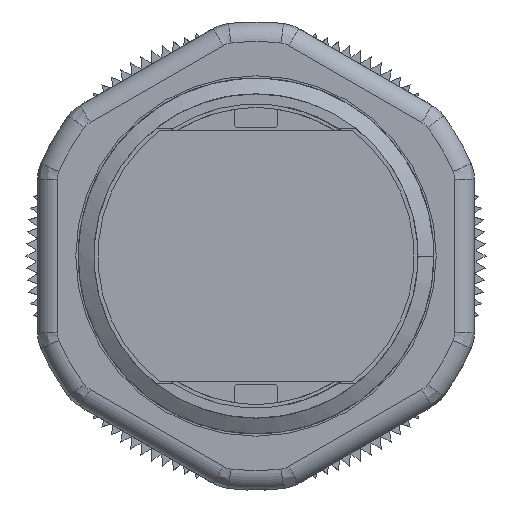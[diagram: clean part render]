
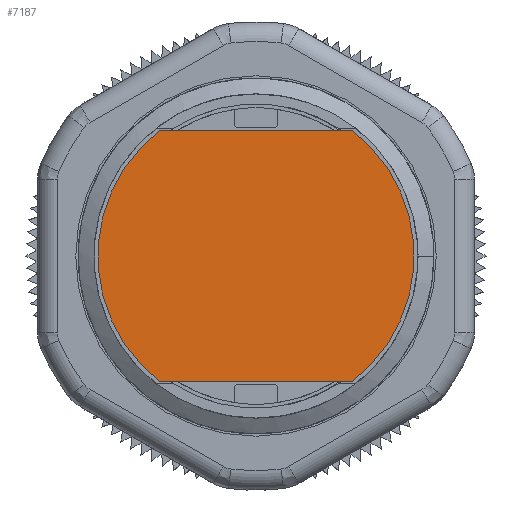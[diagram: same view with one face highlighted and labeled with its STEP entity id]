
A CAD part, front view. The second image highlights one B-rep face of the part: STEP entity #7187.
In plain terms, the highlighted face is planar.
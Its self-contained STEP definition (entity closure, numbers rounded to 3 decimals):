
#6099=DIRECTION('',(0.,0.,1.));
#6100=VECTOR('',#6099,9.732);
#6101=CARTESIAN_POINT('',(6.35,8.45,-4.866));
#6102=LINE('',#6101,#6100);
#6103=DIRECTION('',(0.,0.,-1.));
#6104=VECTOR('',#6103,9.732);
#6105=CARTESIAN_POINT('',(-6.35,8.45,4.866));
#6106=LINE('',#6105,#6104);
#6120=CARTESIAN_POINT('',(0.,8.45,0.));
#6121=DIRECTION('',(0.,1.,0.));
#6122=DIRECTION('',(-0.794,0.,0.608));
#6123=AXIS2_PLACEMENT_3D('',#6120,#6121,#6122);
#6125=CARTESIAN_POINT('',(0.,8.45,0.));
#6126=DIRECTION('',(0.,1.,0.));
#6127=DIRECTION('',(0.794,0.,-0.608));
#6128=AXIS2_PLACEMENT_3D('',#6125,#6126,#6127);
#7016=CARTESIAN_POINT('',(6.35,8.45,-4.866));
#7017=CARTESIAN_POINT('',(6.35,8.45,4.866));
#7018=VERTEX_POINT('',#7016);
#7019=VERTEX_POINT('',#7017);
#7020=CARTESIAN_POINT('',(-6.35,8.45,4.866));
#7021=CARTESIAN_POINT('',(-6.35,8.45,-4.866));
#7022=VERTEX_POINT('',#7020);
#7023=VERTEX_POINT('',#7021);
#7172=CARTESIAN_POINT('',(0.,8.45,0.));
#7173=DIRECTION('',(0.,1.,0.));
#7174=DIRECTION('',(0.,0.,-1.));
#7175=AXIS2_PLACEMENT_3D('',#7172,#7173,#7174);
#7176=PLANE('',#7175);
#7178=ORIENTED_EDGE('',*,*,#7177,.T.);
#7180=ORIENTED_EDGE('',*,*,#7179,.F.);
#7182=ORIENTED_EDGE('',*,*,#7181,.T.);
#7184=ORIENTED_EDGE('',*,*,#7183,.F.);
#7185=EDGE_LOOP('',(#7178,#7180,#7182,#7184));
#7186=FACE_OUTER_BOUND('',#7185,.F.);
#6124=CIRCLE('',#6123,8.);
#6129=CIRCLE('',#6128,8.);
#7177=EDGE_CURVE('',#7018,#7019,#6102,.T.);
#7179=EDGE_CURVE('',#7022,#7019,#6124,.T.);
#7181=EDGE_CURVE('',#7022,#7023,#6106,.T.);
#7183=EDGE_CURVE('',#7018,#7023,#6129,.T.);
#7187=ADVANCED_FACE('',(#7186),#7176,.T.);
